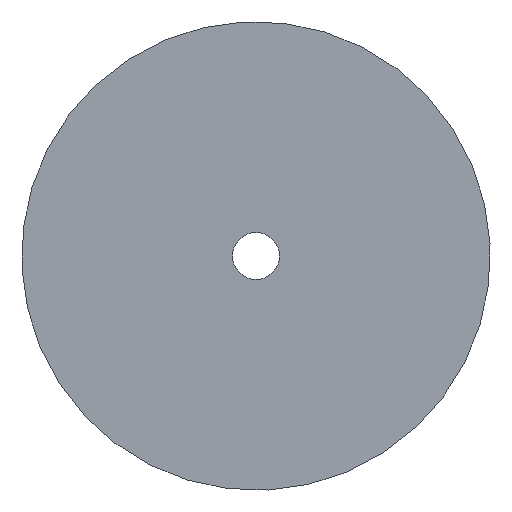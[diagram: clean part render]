
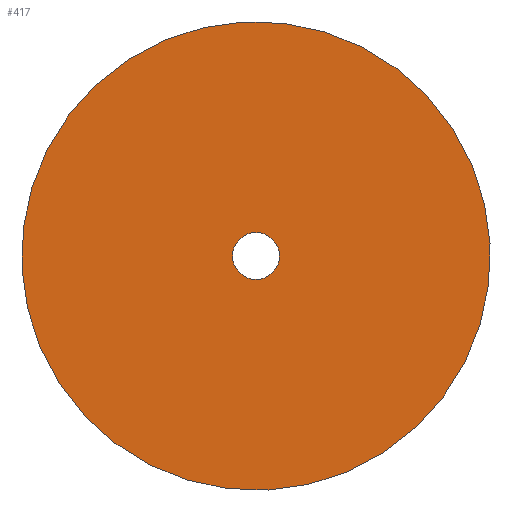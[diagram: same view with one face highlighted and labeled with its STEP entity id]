
A CAD part, front view. The second image highlights one B-rep face of the part: STEP entity #417.
In plain terms, the highlighted planar face has unit normal (0, -1, 0).
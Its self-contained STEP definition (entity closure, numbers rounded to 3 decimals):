
#35=FACE_BOUND('',#118,.T.);
#47=PLANE('',#480);
#91=FACE_OUTER_BOUND('',#117,.T.);
#117=EDGE_LOOP('',(#370,#371));
#118=EDGE_LOOP('',(#372));
#154=CIRCLE('',#448,1.25);
#171=CIRCLE('',#481,12.5);
#172=CIRCLE('',#482,12.5);
#185=VERTEX_POINT('',#628);
#214=VERTEX_POINT('',#1017);
#215=VERTEX_POINT('',#1018);
#229=EDGE_CURVE('',#185,#185,#154,.T.);
#269=EDGE_CURVE('',#214,#215,#171,.T.);
#270=EDGE_CURVE('',#215,#214,#172,.T.);
#370=ORIENTED_EDGE('',*,*,#269,.F.);
#371=ORIENTED_EDGE('',*,*,#270,.F.);
#372=ORIENTED_EDGE('',*,*,#229,.T.);
#417=ADVANCED_FACE('',(#91,#35),#47,.T.);
#448=AXIS2_PLACEMENT_3D('',#630,#511,#512);
#480=AXIS2_PLACEMENT_3D('',#1016,#584,#585);
#481=AXIS2_PLACEMENT_3D('',#1019,#586,#587);
#482=AXIS2_PLACEMENT_3D('',#1020,#588,#589);
#511=DIRECTION('center_axis',(0.,1.,0.));
#512=DIRECTION('ref_axis',(1.,0.,0.));
#584=DIRECTION('center_axis',(0.,-1.,0.));
#585=DIRECTION('ref_axis',(0.682,0.,-0.731));
#586=DIRECTION('center_axis',(0.,1.,0.));
#587=DIRECTION('ref_axis',(-0.731,0.,-0.682));
#588=DIRECTION('center_axis',(0.,1.,0.));
#589=DIRECTION('ref_axis',(-0.731,0.,-0.682));
#628=CARTESIAN_POINT('',(-1.25,-22.,0.));
#630=CARTESIAN_POINT('Origin',(0.,-22.,0.));
#1016=CARTESIAN_POINT('Origin',(-4.572,-22.,-4.262));
#1017=CARTESIAN_POINT('',(-9.143,-22.,-8.524));
#1018=CARTESIAN_POINT('',(9.143,-22.,8.524));
#1019=CARTESIAN_POINT('Origin',(0.,-22.,0.));
#1020=CARTESIAN_POINT('Origin',(0.,-22.,0.));
